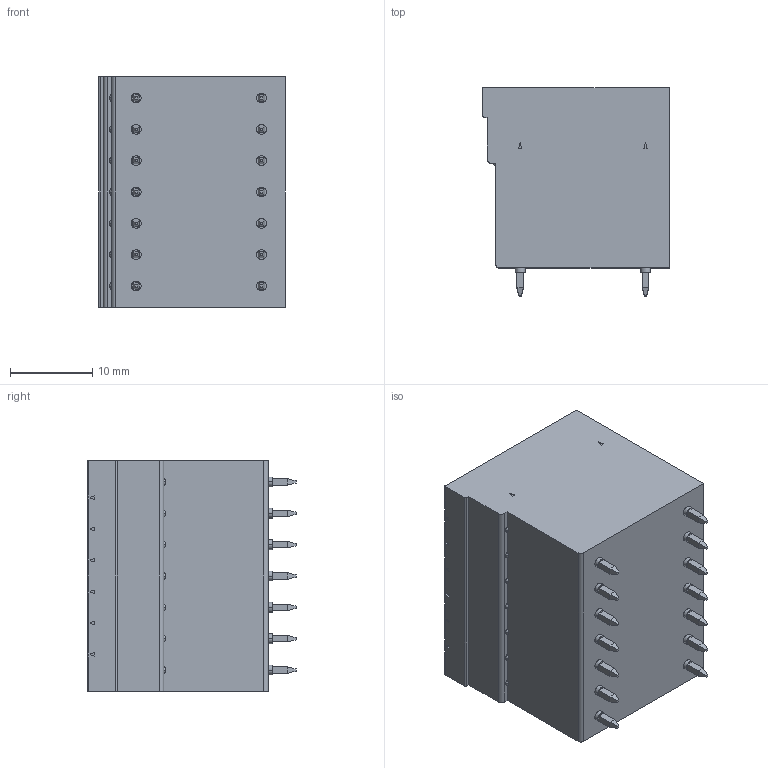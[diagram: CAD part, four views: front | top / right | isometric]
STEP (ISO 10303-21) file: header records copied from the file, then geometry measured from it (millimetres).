
FILE_DESCRIPTION(('SolidDesigner STEP Export'),'1');
FILE_NAME('mcdv_1.5-7-g1-3.81.stp','2000-11-09T16:44:40',(''),(''), 'SolidDesigner STEP processor Version: 7.0(Mar 1999)for AP214(CD)(Solid Model)', 'CoCreate SolidDesigner: 08.01 19-Jun-2000(C) CoCreate Software GmbH','');
FILE_SCHEMA(('AUTOMOTIVE_DESIGN_CC2 {1 2 10303 214 -1 1 5 1}'));
Length unit declared in the file: millimetre
Products named in the file (2): mcdv_1.5-7-g1-3.81
Assembly tree (1 placements, depth 2):
  mcdv_1.5-7-g1-3.81
    mcdv_1.5-7-g1-3.81
Bounding box: 22.7 x 25.3 x 28.06 mm (x, y, z)
Volume: 11809.3 mm3; surface area: 5984.9 mm2
Topology: 1 solids, 1 shells, 875 faces, 2181 edges, 1400 vertices
Faces by surface type: plane 687, cylinder 146, cone 28, sphere 14
Entity records: 31906 total; most frequent: CARTESIAN_POINT 4571, ORIENTED_EDGE 4362, DIRECTION 3870, EDGE_CURVE 2181, VECTOR 1744, LINE 1744, VERTEX_POINT 1400, AXIS2_PLACEMENT_3D 1063
